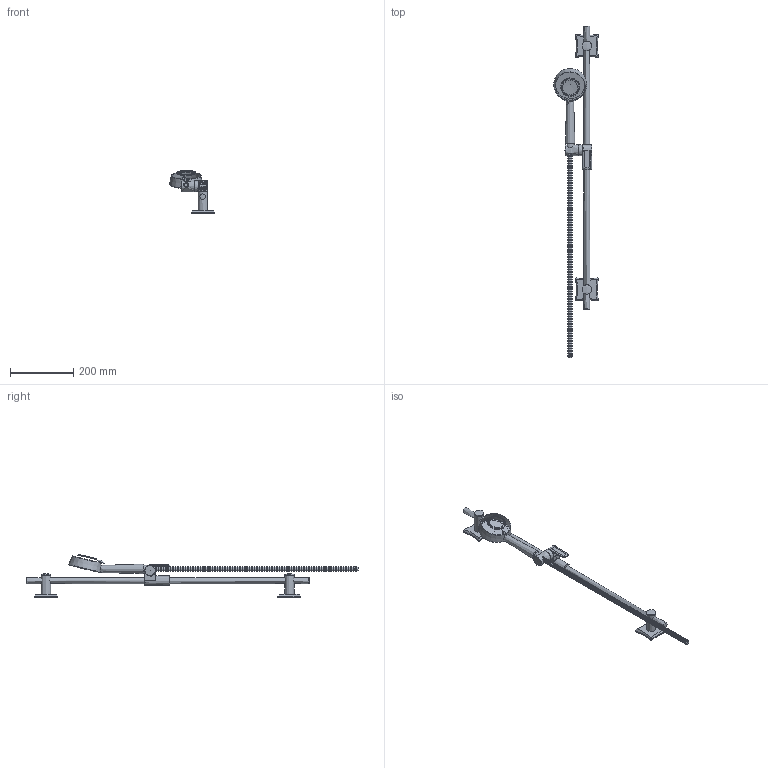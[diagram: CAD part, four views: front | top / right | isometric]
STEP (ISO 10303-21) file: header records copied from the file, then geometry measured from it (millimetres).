
FILE_DESCRIPTION(/* description */ (''),/* implementation_level */ '2;1');
FILE_NAME(/* name */ '4040 3D.stp',/* time_stamp */ '2018-09-25T08:34:13-04:00',/* author */ ('sbelange'),/* organization */ (''),/* preprocessor_version */ 'ST-DEVELOPER v16.13',/* originating_system */ 'Autodesk Inventor 2018',/* authorisation */ '');
FILE_SCHEMA (('AUTOMOTIVE_DESIGN { 1 0 10303 214 3 1 1 }'));
Length unit declared in the file: millimetre
Products named in the file (1): 4040
Bounding box: 141.65 x 1053.76 x 137.29 mm (x, y, z)
Volume: 1029624.4 mm3; surface area: 182338 mm2
Topology: 50 solids, 50 shells, 1343 faces, 3161 edges, 2170 vertices
Faces by surface type: plane 718, cylinder 353, bspline 129, cone 84, torus 47, sphere 12
Full cylindrical faces by diameter (mm): 3 x25, 3.2 x2, 6 x1, 6.3 x1, 9 x2, 12.065 x120, 13.589 x120, 14.986 x1, 15 x1, 19 x5, 29.9 x2, 30 x3, 95.3 x1
Entity records: 49513 total; most frequent: CARTESIAN_POINT 20934, DIRECTION 5608, ORIENTED_EDGE 5130, EDGE_CURVE 2565, AXIS2_PLACEMENT_3D 2207, EDGE_LOOP 1933, VERTEX_POINT 1884, FACE_OUTER_BOUND 1294
